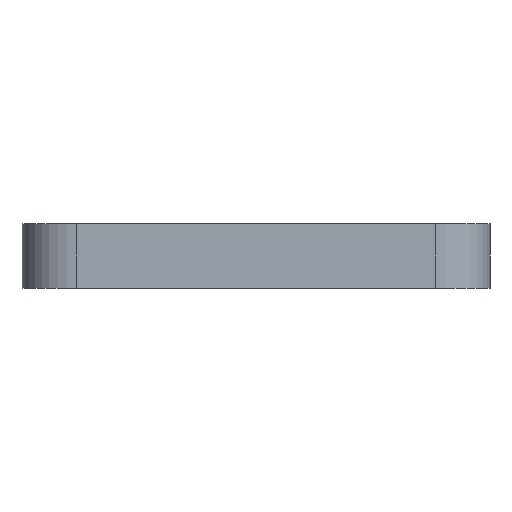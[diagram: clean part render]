
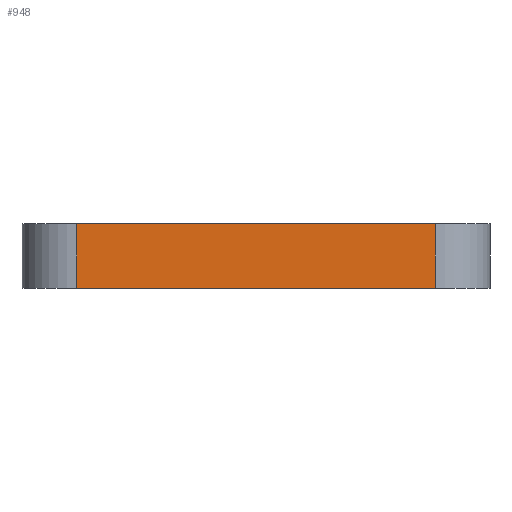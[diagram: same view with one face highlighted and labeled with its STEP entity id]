
A CAD part, left-side view. The second image highlights one B-rep face of the part: STEP entity #948.
In plain terms, the highlighted planar face has unit normal (-1, 0, 0).
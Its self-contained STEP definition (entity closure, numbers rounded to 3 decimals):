
#23 = VECTOR ( 'NONE', #641, 1000. ) ;
#37 = LINE ( 'NONE', #629, #23 ) ;
#39 = LINE ( 'NONE', #659, #979 ) ;
#95 = ORIENTED_EDGE ( 'NONE', *, *, #283, .T. ) ;
#100 = ORIENTED_EDGE ( 'NONE', *, *, #531, .T. ) ;
#193 = VERTEX_POINT ( 'NONE', #609 ) ;
#194 = VERTEX_POINT ( 'NONE', #610 ) ;
#195 = VERTEX_POINT ( 'NONE', #611 ) ;
#196 = VERTEX_POINT ( 'NONE', #612 ) ;
#245 = VECTOR ( 'NONE', #1285, 1000. ) ;
#255 = LINE ( 'NONE', #1272, #245 ) ;
#275 = EDGE_CURVE ( 'NONE', #196, #195, #37, .T. ) ;
#282 = EDGE_CURVE ( 'NONE', #193, #194, #976, .T. ) ;
#283 = EDGE_CURVE ( 'NONE', #194, #195, #39, .T. ) ;
#390 = AXIS2_PLACEMENT_3D ( 'NONE', #1051, #1054, #1055 ) ;
#416 = ORIENTED_EDGE ( 'NONE', *, *, #275, .F. ) ;
#518 = FACE_OUTER_BOUND ( 'NONE', #739, .T. ) ;
#531 = EDGE_CURVE ( 'NONE', #196, #193, #255, .T. ) ;
#609 = CARTESIAN_POINT ( 'NONE',  ( 0., 128., 0. ) ) ;
#610 = CARTESIAN_POINT ( 'NONE',  ( 0., 17., 0. ) ) ;
#611 = CARTESIAN_POINT ( 'NONE',  ( 0., 17., 20. ) ) ;
#612 = CARTESIAN_POINT ( 'NONE',  ( 0., 128., 20. ) ) ;
#629 = CARTESIAN_POINT ( 'NONE',  ( 0., 0., 20. ) ) ;
#641 = DIRECTION ( 'NONE',  ( 0., -1., 0. ) ) ;
#645 = CARTESIAN_POINT ( 'NONE',  ( 0., 0., 0. ) ) ;
#659 = CARTESIAN_POINT ( 'NONE',  ( 0., 17., 20. ) ) ;
#660 = DIRECTION ( 'NONE',  ( 0., -1., 0. ) ) ;
#662 = DIRECTION ( 'NONE',  ( 0., 0., 1. ) ) ;
#739 = EDGE_LOOP ( 'NONE', ( #793, #95, #416, #100 ) ) ;
#793 = ORIENTED_EDGE ( 'NONE', *, *, #282, .T. ) ;
#948 = ADVANCED_FACE ( 'NONE', ( #518 ), #1052, .F. ) ;
#976 = LINE ( 'NONE', #645, #978 ) ;
#978 = VECTOR ( 'NONE', #660, 1000. ) ;
#979 = VECTOR ( 'NONE', #662, 1000. ) ;
#1051 = CARTESIAN_POINT ( 'NONE',  ( 0., 0., 20. ) ) ;
#1052 = PLANE ( 'NONE',  #390 ) ;
#1054 = DIRECTION ( 'NONE',  ( 1., 0., 0. ) ) ;
#1055 = DIRECTION ( 'NONE',  ( 0., 0., -1. ) ) ;
#1272 = CARTESIAN_POINT ( 'NONE',  ( 0., 128., 20. ) ) ;
#1285 = DIRECTION ( 'NONE',  ( 0., 0., -1. ) ) ;
